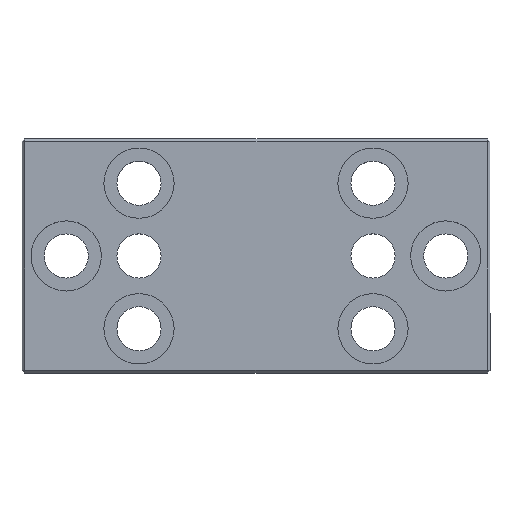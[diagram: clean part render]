
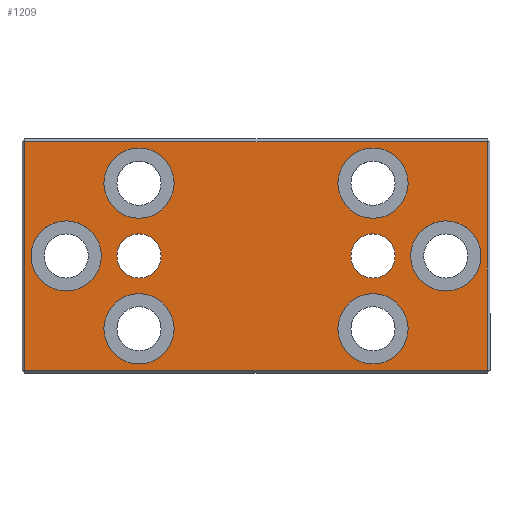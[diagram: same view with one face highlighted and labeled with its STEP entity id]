
A CAD part, top view. The second image highlights one B-rep face of the part: STEP entity #1209.
In plain terms, the highlighted planar face has unit normal (0, 0, 1).
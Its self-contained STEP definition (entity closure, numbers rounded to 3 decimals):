
#166=CARTESIAN_POINT('',(63.25,22.5,10.0));
#167=VERTEX_POINT('',#166);
#168=CARTESIAN_POINT('',(67.5,22.5,10.0));
#169=DIRECTION('',(0.0,0.0,-1.0));
#170=DIRECTION('',(-1.0,0.0,0.0));
#171=AXIS2_PLACEMENT_3D('',#168,#169,#170);
#172=CIRCLE('',#171,4.25);
#173=EDGE_CURVE('',#167,#167,#172,.T.);
#232=CARTESIAN_POINT('',(88.25,22.5,10.0));
#233=VERTEX_POINT('',#232);
#234=CARTESIAN_POINT('',(81.5,22.5,10.0));
#235=DIRECTION('',(0.0,0.0,-1.0));
#236=DIRECTION('',(1.0,0.0,0.0));
#237=AXIS2_PLACEMENT_3D('',#234,#235,#236);
#238=CIRCLE('',#237,6.75);
#239=EDGE_CURVE('',#233,#233,#238,.T.);
#342=CARTESIAN_POINT('',(15.25,22.5,10.0));
#343=VERTEX_POINT('',#342);
#344=CARTESIAN_POINT('',(8.5,22.5,10.0));
#345=DIRECTION('',(0.0,0.0,-1.0));
#346=DIRECTION('',(1.0,0.0,0.0));
#347=AXIS2_PLACEMENT_3D('',#344,#345,#346);
#348=CIRCLE('',#347,6.75);
#349=EDGE_CURVE('',#343,#343,#348,.T.);
#452=CARTESIAN_POINT('',(29.25,8.5,10.0));
#453=VERTEX_POINT('',#452);
#454=CARTESIAN_POINT('',(22.5,8.5,10.0));
#455=DIRECTION('',(0.0,0.0,-1.0));
#456=DIRECTION('',(1.0,0.0,0.0));
#457=AXIS2_PLACEMENT_3D('',#454,#455,#456);
#458=CIRCLE('',#457,6.75);
#459=EDGE_CURVE('',#453,#453,#458,.T.);
#562=CARTESIAN_POINT('',(29.25,36.5,10.0));
#563=VERTEX_POINT('',#562);
#564=CARTESIAN_POINT('',(22.5,36.5,10.0));
#565=DIRECTION('',(0.0,0.0,-1.0));
#566=DIRECTION('',(1.0,0.0,0.0));
#567=AXIS2_PLACEMENT_3D('',#564,#565,#566);
#568=CIRCLE('',#567,6.75);
#569=EDGE_CURVE('',#563,#563,#568,.T.);
#697=CARTESIAN_POINT('',(89.5,44.5,10.0));
#698=VERTEX_POINT('',#697);
#753=CARTESIAN_POINT('',(89.5,0.5,10.0));
#754=VERTEX_POINT('',#753);
#825=CARTESIAN_POINT('',(0.5,44.5,10.0));
#826=VERTEX_POINT('',#825);
#849=CARTESIAN_POINT('',(0.5,0.5,10.0));
#850=VERTEX_POINT('',#849);
#887=CARTESIAN_POINT('',(0.5,0.5,10.0));
#888=DIRECTION('',(0.0,1.0,0.0));
#889=VECTOR('',#888,44.);
#890=LINE('',#887,#889);
#891=EDGE_CURVE('',#850,#826,#890,.T.);
#931=CARTESIAN_POINT('',(89.5,0.5,10.0));
#932=DIRECTION('',(-1.0,0.0,0.0));
#933=VECTOR('',#932,89.0);
#934=LINE('',#931,#933);
#935=EDGE_CURVE('',#754,#850,#934,.T.);
#975=CARTESIAN_POINT('',(0.5,44.5,10.0));
#976=DIRECTION('',(1.0,0.0,0.0));
#977=VECTOR('',#976,89.0);
#978=LINE('',#975,#977);
#979=EDGE_CURVE('',#826,#698,#978,.T.);
#1063=CARTESIAN_POINT('',(89.5,44.5,10.0));
#1064=DIRECTION('',(0.0,-1.0,0.0));
#1065=VECTOR('',#1064,44.);
#1066=LINE('',#1063,#1065);
#1067=EDGE_CURVE('',#698,#754,#1066,.T.);
#1150=CARTESIAN_POINT('',(45.,22.5,10.0));
#1151=DIRECTION('',(0.0,0.0,1.0));
#1152=DIRECTION('',(1.0,0.0,0.0));
#1153=AXIS2_PLACEMENT_3D('',#1150,#1151,#1152);
#1154=PLANE('',#1153);
#1155=ORIENTED_EDGE('',*,*,#891,.F.);
#1156=ORIENTED_EDGE('',*,*,#935,.F.);
#1157=ORIENTED_EDGE('',*,*,#1067,.F.);
#1158=ORIENTED_EDGE('',*,*,#979,.F.);
#1159=EDGE_LOOP('',(#1155,#1156,#1157,#1158));
#1160=FACE_OUTER_BOUND('',#1159,.T.);
#1161=ORIENTED_EDGE('',*,*,#173,.T.);
#1162=EDGE_LOOP('',(#1161));
#1163=FACE_BOUND('',#1162,.T.);
#1164=ORIENTED_EDGE('',*,*,#239,.T.);
#1165=EDGE_LOOP('',(#1164));
#1166=FACE_BOUND('',#1165,.T.);
#1167=ORIENTED_EDGE('',*,*,#349,.T.);
#1168=EDGE_LOOP('',(#1167));
#1169=FACE_BOUND('',#1168,.T.);
#1170=ORIENTED_EDGE('',*,*,#459,.T.);
#1171=EDGE_LOOP('',(#1170));
#1172=FACE_BOUND('',#1171,.T.);
#1173=ORIENTED_EDGE('',*,*,#569,.T.);
#1174=EDGE_LOOP('',(#1173));
#1175=FACE_BOUND('',#1174,.T.);
#1176=CARTESIAN_POINT('',(74.25,8.5,10.0));
#1177=VERTEX_POINT('',#1176);
#1178=CARTESIAN_POINT('',(67.5,8.5,10.0));
#1179=DIRECTION('',(0.0,0.0,-1.0));
#1180=DIRECTION('',(1.0,0.0,0.0));
#1181=AXIS2_PLACEMENT_3D('',#1178,#1179,#1180);
#1182=CIRCLE('',#1181,6.75);
#1183=EDGE_CURVE('',#1177,#1177,#1182,.T.);
#1184=ORIENTED_EDGE('',*,*,#1183,.T.);
#1185=EDGE_LOOP('',(#1184));
#1186=FACE_BOUND('',#1185,.T.);
#1187=CARTESIAN_POINT('',(74.25,36.5,10.0));
#1188=VERTEX_POINT('',#1187);
#1189=CARTESIAN_POINT('',(67.5,36.5,10.0));
#1190=DIRECTION('',(0.0,0.0,-1.0));
#1191=DIRECTION('',(1.0,0.0,0.0));
#1192=AXIS2_PLACEMENT_3D('',#1189,#1190,#1191);
#1193=CIRCLE('',#1192,6.75);
#1194=EDGE_CURVE('',#1188,#1188,#1193,.T.);
#1195=ORIENTED_EDGE('',*,*,#1194,.T.);
#1196=EDGE_LOOP('',(#1195));
#1197=FACE_BOUND('',#1196,.T.);
#1198=CARTESIAN_POINT('',(18.25,22.5,10.0));
#1199=VERTEX_POINT('',#1198);
#1200=CARTESIAN_POINT('',(22.5,22.5,10.0));
#1201=DIRECTION('',(0.0,0.0,-1.0));
#1202=DIRECTION('',(-1.0,0.0,0.0));
#1203=AXIS2_PLACEMENT_3D('',#1200,#1201,#1202);
#1204=CIRCLE('',#1203,4.25);
#1205=EDGE_CURVE('',#1199,#1199,#1204,.T.);
#1206=ORIENTED_EDGE('',*,*,#1205,.T.);
#1207=EDGE_LOOP('',(#1206));
#1208=FACE_BOUND('',#1207,.T.);
#1209=ADVANCED_FACE('',(#1160,#1163,#1166,#1169,#1172,#1175,#1186,#1197,#1208),#1154,.T.);
